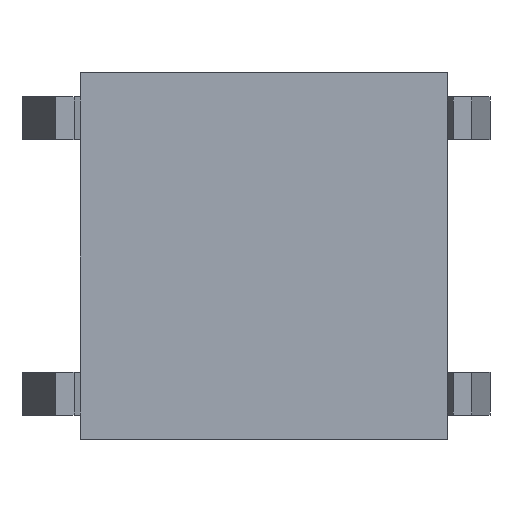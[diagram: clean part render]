
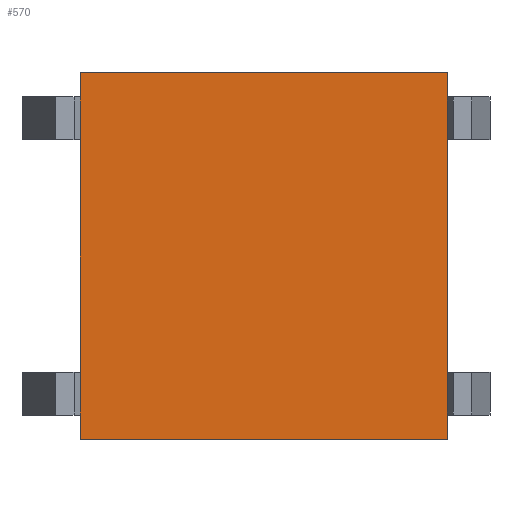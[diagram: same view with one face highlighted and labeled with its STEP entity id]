
A CAD part, front view. The second image highlights one B-rep face of the part: STEP entity #570.
In plain terms, the highlighted planar face has unit normal (0, -1, 0).
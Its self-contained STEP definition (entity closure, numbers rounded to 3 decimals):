
#1 = DIRECTION ( 'NONE',  ( 0., 0., -1. ) ) ;
#13 = CARTESIAN_POINT ( 'NONE',  ( 3., 0., 3. ) ) ;
#21 = VECTOR ( 'NONE', #478, 1000. ) ;
#22 = LINE ( 'NONE', #1355, #1219 ) ;
#23 = VERTEX_POINT ( 'NONE', #1634 ) ;
#42 = VERTEX_POINT ( 'NONE', #1253 ) ;
#98 = VERTEX_POINT ( 'NONE', #354 ) ;
#116 = EDGE_CURVE ( 'NONE', #23, #467, #1839, .T. ) ;
#144 = VECTOR ( 'NONE', #243, 1000. ) ;
#153 = LINE ( 'NONE', #2392, #1361 ) ;
#164 = CARTESIAN_POINT ( 'NONE',  ( -3., 0., -1.9 ) ) ;
#223 = VERTEX_POINT ( 'NONE', #1924 ) ;
#228 = CARTESIAN_POINT ( 'NONE',  ( -3., 0., 3. ) ) ;
#243 = DIRECTION ( 'NONE',  ( 0., 0., 1. ) ) ;
#254 = ORIENTED_EDGE ( 'NONE', *, *, #1414, .F. ) ;
#303 = VECTOR ( 'NONE', #1, 1000. ) ;
#315 = LINE ( 'NONE', #507, #1455 ) ;
#354 = CARTESIAN_POINT ( 'NONE',  ( 3., 0., -1.9 ) ) ;
#379 = ORIENTED_EDGE ( 'NONE', *, *, #2002, .F. ) ;
#389 = CARTESIAN_POINT ( 'NONE',  ( -3., 0., -2.6 ) ) ;
#414 = CARTESIAN_POINT ( 'NONE',  ( -3., 0., 3. ) ) ;
#437 = VERTEX_POINT ( 'NONE', #164 ) ;
#441 = DIRECTION ( 'NONE',  ( 0., 0., -1. ) ) ;
#466 = VECTOR ( 'NONE', #1530, 1000. ) ;
#467 = VERTEX_POINT ( 'NONE', #611 ) ;
#478 = DIRECTION ( 'NONE',  ( 0., 0., -1. ) ) ;
#482 = EDGE_CURVE ( 'NONE', #1146, #437, #153, .T. ) ;
#494 = EDGE_CURVE ( 'NONE', #1034, #1146, #1354, .T. ) ;
#507 = CARTESIAN_POINT ( 'NONE',  ( -3., 0., -3. ) ) ;
#570 = ADVANCED_FACE ( 'NONE', ( #1764 ), #1957, .T. ) ;
#589 = DIRECTION ( 'NONE',  ( 0., 0., -1. ) ) ;
#591 = CARTESIAN_POINT ( 'NONE',  ( -3., 0., 3. ) ) ;
#611 = CARTESIAN_POINT ( 'NONE',  ( 3., 0., 2.6 ) ) ;
#691 = VECTOR ( 'NONE', #1988, 1000. ) ;
#711 = VERTEX_POINT ( 'NONE', #914 ) ;
#784 = CARTESIAN_POINT ( 'NONE',  ( 3., 0., 3. ) ) ;
#817 = ORIENTED_EDGE ( 'NONE', *, *, #1518, .F. ) ;
#834 = LINE ( 'NONE', #1785, #21 ) ;
#857 = CARTESIAN_POINT ( 'NONE',  ( -3., 0., 3. ) ) ;
#868 = EDGE_CURVE ( 'NONE', #467, #1039, #834, .T. ) ;
#883 = AXIS2_PLACEMENT_3D ( 'NONE', #1931, #1208, #441 ) ;
#914 = CARTESIAN_POINT ( 'NONE',  ( -3., 0., 2.6 ) ) ;
#918 = DIRECTION ( 'NONE',  ( 0., 0., -1. ) ) ;
#919 = DIRECTION ( 'NONE',  ( 0., 0., 1. ) ) ;
#955 = CARTESIAN_POINT ( 'NONE',  ( 3., 0., 3. ) ) ;
#1015 = VECTOR ( 'NONE', #589, 1000. ) ;
#1034 = VERTEX_POINT ( 'NONE', #1816 ) ;
#1039 = VERTEX_POINT ( 'NONE', #1885 ) ;
#1070 = ORIENTED_EDGE ( 'NONE', *, *, #482, .F. ) ;
#1072 = DIRECTION ( 'NONE',  ( -1., 0., 0. ) ) ;
#1116 = ORIENTED_EDGE ( 'NONE', *, *, #1250, .F. ) ;
#1146 = VERTEX_POINT ( 'NONE', #389 ) ;
#1147 = LINE ( 'NONE', #955, #1869 ) ;
#1176 = LINE ( 'NONE', #228, #144 ) ;
#1185 = ORIENTED_EDGE ( 'NONE', *, *, #1911, .F. ) ;
#1196 = LINE ( 'NONE', #591, #466 ) ;
#1199 = LINE ( 'NONE', #2104, #1522 ) ;
#1208 = DIRECTION ( 'NONE',  ( 0., -1., 0. ) ) ;
#1219 = VECTOR ( 'NONE', #1516, 1000. ) ;
#1222 = EDGE_CURVE ( 'NONE', #1039, #98, #1199, .T. ) ;
#1250 = EDGE_CURVE ( 'NONE', #711, #1333, #1176, .T. ) ;
#1253 = CARTESIAN_POINT ( 'NONE',  ( 3., 0., -2.6 ) ) ;
#1264 = LINE ( 'NONE', #857, #691 ) ;
#1333 = VERTEX_POINT ( 'NONE', #2393 ) ;
#1354 = LINE ( 'NONE', #414, #1441 ) ;
#1355 = CARTESIAN_POINT ( 'NONE',  ( -3., 0., 0. ) ) ;
#1361 = VECTOR ( 'NONE', #919, 1000. ) ;
#1414 = EDGE_CURVE ( 'NONE', #223, #711, #1264, .T. ) ;
#1441 = VECTOR ( 'NONE', #1680, 1000. ) ;
#1455 = VECTOR ( 'NONE', #1072, 1000. ) ;
#1516 = DIRECTION ( 'NONE',  ( 0., 0., 1. ) ) ;
#1517 = ORIENTED_EDGE ( 'NONE', *, *, #494, .F. ) ;
#1518 = EDGE_CURVE ( 'NONE', #1333, #23, #1196, .T. ) ;
#1522 = VECTOR ( 'NONE', #1913, 1000. ) ;
#1530 = DIRECTION ( 'NONE',  ( 1., 0., 0. ) ) ;
#1600 = ORIENTED_EDGE ( 'NONE', *, *, #116, .F. ) ;
#1634 = CARTESIAN_POINT ( 'NONE',  ( 3., 0., 3. ) ) ;
#1680 = DIRECTION ( 'NONE',  ( 0., 0., 1. ) ) ;
#1688 = ORIENTED_EDGE ( 'NONE', *, *, #2153, .F. ) ;
#1764 = FACE_OUTER_BOUND ( 'NONE', #1800, .T. ) ;
#1785 = CARTESIAN_POINT ( 'NONE',  ( 3., 0., 3. ) ) ;
#1800 = EDGE_LOOP ( 'NONE', ( #1600, #817, #1116, #254, #2274, #1070, #1517, #1688, #379, #1185, #2020, #1844 ) ) ;
#1816 = CARTESIAN_POINT ( 'NONE',  ( -3., 0., -3. ) ) ;
#1839 = LINE ( 'NONE', #13, #303 ) ;
#1844 = ORIENTED_EDGE ( 'NONE', *, *, #868, .F. ) ;
#1869 = VECTOR ( 'NONE', #918, 1000. ) ;
#1885 = CARTESIAN_POINT ( 'NONE',  ( 3., 0., 1.9 ) ) ;
#1911 = EDGE_CURVE ( 'NONE', #98, #42, #2400, .T. ) ;
#1913 = DIRECTION ( 'NONE',  ( 0., 0., -1. ) ) ;
#1924 = CARTESIAN_POINT ( 'NONE',  ( -3., 0., 1.9 ) ) ;
#1931 = CARTESIAN_POINT ( 'NONE',  ( 0., 0., 0. ) ) ;
#1938 = EDGE_CURVE ( 'NONE', #437, #223, #22, .T. ) ;
#1957 = PLANE ( 'NONE',  #883 ) ;
#1988 = DIRECTION ( 'NONE',  ( 0., 0., 1. ) ) ;
#2002 = EDGE_CURVE ( 'NONE', #42, #2334, #1147, .T. ) ;
#2020 = ORIENTED_EDGE ( 'NONE', *, *, #1222, .F. ) ;
#2041 = CARTESIAN_POINT ( 'NONE',  ( 3., 0., -3. ) ) ;
#2104 = CARTESIAN_POINT ( 'NONE',  ( 3., 0., 0. ) ) ;
#2153 = EDGE_CURVE ( 'NONE', #2334, #1034, #315, .T. ) ;
#2274 = ORIENTED_EDGE ( 'NONE', *, *, #1938, .F. ) ;
#2334 = VERTEX_POINT ( 'NONE', #2041 ) ;
#2392 = CARTESIAN_POINT ( 'NONE',  ( -3., 0., 3. ) ) ;
#2393 = CARTESIAN_POINT ( 'NONE',  ( -3., 0., 3. ) ) ;
#2400 = LINE ( 'NONE', #784, #1015 ) ;
